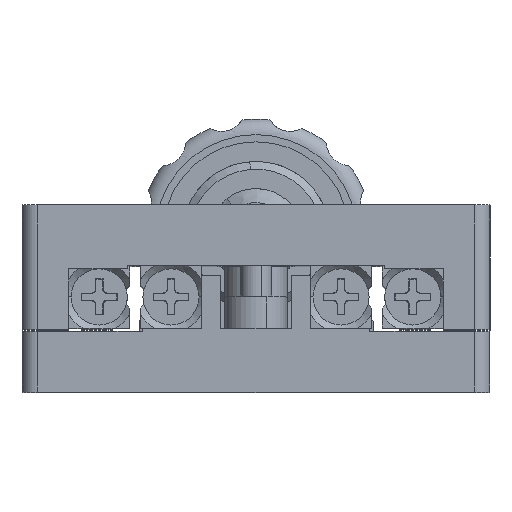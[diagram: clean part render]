
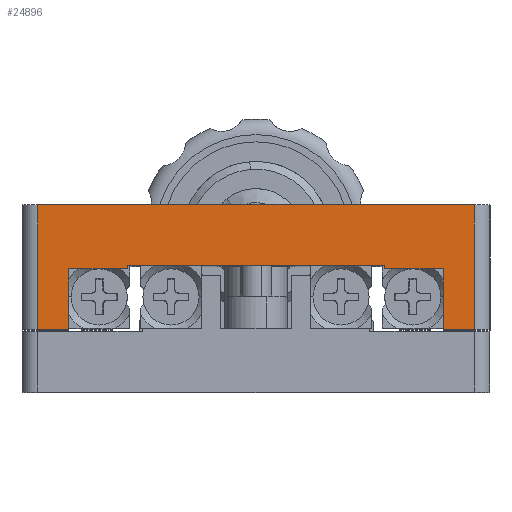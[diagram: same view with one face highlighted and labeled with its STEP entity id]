
A CAD part, top view. The second image highlights one B-rep face of the part: STEP entity #24896.
In plain terms, the highlighted planar face has unit normal (0, 0, 1).
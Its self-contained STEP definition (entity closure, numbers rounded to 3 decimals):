
#890 = LINE ( 'NONE', #7642, #21906 ) ;
#1268 = CARTESIAN_POINT ( 'NONE',  ( 12., 7.9, 15. ) ) ;
#1312 = DIRECTION ( 'NONE',  ( -1., 0., 0. ) ) ;
#1348 = DIRECTION ( 'NONE',  ( 0., -1., 0. ) ) ;
#1580 = DIRECTION ( 'NONE',  ( 1., 0., 0. ) ) ;
#1989 = DIRECTION ( 'NONE',  ( 0., 1., 0. ) ) ;
#2036 = LINE ( 'NONE', #27532, #4432 ) ;
#2169 = LINE ( 'NONE', #12362, #17312 ) ;
#2786 = CARTESIAN_POINT ( 'NONE',  ( 14., 4., 15. ) ) ;
#3288 = LINE ( 'NONE', #11121, #21934 ) ;
#3453 = CARTESIAN_POINT ( 'NONE',  ( -8.25, 8.1, 15. ) ) ;
#4079 = VECTOR ( 'NONE', #16709, 1000. ) ;
#4143 = EDGE_CURVE ( 'NONE', #12797, #28578, #19588, .T. ) ;
#4342 = CARTESIAN_POINT ( 'NONE',  ( 14., 12., 15. ) ) ;
#4358 = EDGE_CURVE ( 'NONE', #28040, #23243, #18189, .T. ) ;
#4432 = VECTOR ( 'NONE', #23251, 1000. ) ;
#4522 = EDGE_CURVE ( 'NONE', #11899, #18307, #9521, .T. ) ;
#5108 = VECTOR ( 'NONE', #15544, 1000. ) ;
#5200 = ORIENTED_EDGE ( 'NONE', *, *, #17391, .T. ) ;
#5437 = VECTOR ( 'NONE', #1989, 1000. ) ;
#5677 = CARTESIAN_POINT ( 'NONE',  ( 8.25, 7.9, 15. ) ) ;
#5703 = VERTEX_POINT ( 'NONE', #4342 ) ;
#5868 = LINE ( 'NONE', #18940, #17220 ) ;
#6164 = LINE ( 'NONE', #27191, #13367 ) ;
#6353 = CARTESIAN_POINT ( 'NONE',  ( -12., 7.9, 15. ) ) ;
#7642 = CARTESIAN_POINT ( 'NONE',  ( -14., 4., 15. ) ) ;
#8086 = PLANE ( 'NONE',  #24249 ) ;
#9370 = CARTESIAN_POINT ( 'NONE',  ( -12., 4., 15. ) ) ;
#9521 = LINE ( 'NONE', #12986, #5437 ) ;
#9656 = ORIENTED_EDGE ( 'NONE', *, *, #20025, .F. ) ;
#9843 = VECTOR ( 'NONE', #23493, 1000. ) ;
#10143 = EDGE_CURVE ( 'NONE', #18307, #19377, #6164, .T. ) ;
#10590 = ORIENTED_EDGE ( 'NONE', *, *, #10143, .F. ) ;
#11061 = EDGE_LOOP ( 'NONE', ( #15167, #5200, #19913, #27313, #9656, #21330, #23989, #25820, #10590, #14475, #12231, #19866 ) ) ;
#11121 = CARTESIAN_POINT ( 'NONE',  ( 14., 12., 15. ) ) ;
#11899 = VERTEX_POINT ( 'NONE', #18345 ) ;
#11951 = VERTEX_POINT ( 'NONE', #18825 ) ;
#12032 = DIRECTION ( 'NONE',  ( -1., 0., 0. ) ) ;
#12231 = ORIENTED_EDGE ( 'NONE', *, *, #22745, .F. ) ;
#12362 = CARTESIAN_POINT ( 'NONE',  ( 12., 4., 15. ) ) ;
#12770 = VECTOR ( 'NONE', #12032, 1000. ) ;
#12797 = VERTEX_POINT ( 'NONE', #6353 ) ;
#12986 = CARTESIAN_POINT ( 'NONE',  ( 12., 7.9, 15. ) ) ;
#13367 = VECTOR ( 'NONE', #20288, 1000. ) ;
#14148 = EDGE_CURVE ( 'NONE', #23243, #11951, #5868, .T. ) ;
#14333 = CARTESIAN_POINT ( 'NONE',  ( 8.25, 8.1, 15. ) ) ;
#14475 = ORIENTED_EDGE ( 'NONE', *, *, #4522, .F. ) ;
#14496 = DIRECTION ( 'NONE',  ( 0., -1., 0. ) ) ;
#15167 = ORIENTED_EDGE ( 'NONE', *, *, #28527, .F. ) ;
#15544 = DIRECTION ( 'NONE',  ( 0., -1., 0. ) ) ;
#16348 = DIRECTION ( 'NONE',  ( 1., 0., 0. ) ) ;
#16709 = DIRECTION ( 'NONE',  ( -1., 0., 0. ) ) ;
#16879 = VERTEX_POINT ( 'NONE', #26176 ) ;
#17025 = EDGE_CURVE ( 'NONE', #26775, #5703, #3288, .T. ) ;
#17220 = VECTOR ( 'NONE', #14496, 1000. ) ;
#17312 = VECTOR ( 'NONE', #1312, 1000. ) ;
#17391 = EDGE_CURVE ( 'NONE', #16879, #21482, #890, .T. ) ;
#18189 = LINE ( 'NONE', #25347, #4079 ) ;
#18241 = FACE_OUTER_BOUND ( 'NONE', #11061, .T. ) ;
#18307 = VERTEX_POINT ( 'NONE', #1268 ) ;
#18345 = CARTESIAN_POINT ( 'NONE',  ( 12., 4., 15. ) ) ;
#18825 = CARTESIAN_POINT ( 'NONE',  ( -8.25, 7.9, 15. ) ) ;
#18940 = CARTESIAN_POINT ( 'NONE',  ( -8.25, 8.1, 15. ) ) ;
#19377 = VERTEX_POINT ( 'NONE', #5677 ) ;
#19420 = EDGE_CURVE ( 'NONE', #19377, #28040, #2036, .T. ) ;
#19588 = LINE ( 'NONE', #20294, #5108 ) ;
#19866 = ORIENTED_EDGE ( 'NONE', *, *, #17025, .T. ) ;
#19913 = ORIENTED_EDGE ( 'NONE', *, *, #25961, .F. ) ;
#20025 = EDGE_CURVE ( 'NONE', #11951, #12797, #20239, .T. ) ;
#20239 = LINE ( 'NONE', #21166, #9843 ) ;
#20288 = DIRECTION ( 'NONE',  ( -1., 0., 0. ) ) ;
#20294 = CARTESIAN_POINT ( 'NONE',  ( -12., 7.9, 15. ) ) ;
#21142 = CARTESIAN_POINT ( 'NONE',  ( 8.25, 7.9, 15. ) ) ;
#21166 = CARTESIAN_POINT ( 'NONE',  ( -12., 7.9, 15. ) ) ;
#21330 = ORIENTED_EDGE ( 'NONE', *, *, #14148, .F. ) ;
#21482 = VERTEX_POINT ( 'NONE', #25614 ) ;
#21906 = VECTOR ( 'NONE', #1348, 1000. ) ;
#21934 = VECTOR ( 'NONE', #26745, 1000. ) ;
#22745 = EDGE_CURVE ( 'NONE', #26775, #11899, #2169, .T. ) ;
#23243 = VERTEX_POINT ( 'NONE', #3453 ) ;
#23251 = DIRECTION ( 'NONE',  ( 0., 1., 0. ) ) ;
#23493 = DIRECTION ( 'NONE',  ( -1., 0., 0. ) ) ;
#23566 = LINE ( 'NONE', #25247, #12770 ) ;
#23989 = ORIENTED_EDGE ( 'NONE', *, *, #4358, .F. ) ;
#24249 = AXIS2_PLACEMENT_3D ( 'NONE', #21142, #28046, #1580 ) ;
#24454 = LINE ( 'NONE', #24713, #25487 ) ;
#24713 = CARTESIAN_POINT ( 'NONE',  ( -15., 12., 15. ) ) ;
#24896 = ADVANCED_FACE ( 'NONE', ( #18241 ), #8086, .T. ) ;
#25247 = CARTESIAN_POINT ( 'NONE',  ( -15., 4., 15. ) ) ;
#25347 = CARTESIAN_POINT ( 'NONE',  ( -8.25, 8.1, 15. ) ) ;
#25487 = VECTOR ( 'NONE', #16348, 1000. ) ;
#25614 = CARTESIAN_POINT ( 'NONE',  ( -14., 4., 15. ) ) ;
#25820 = ORIENTED_EDGE ( 'NONE', *, *, #19420, .F. ) ;
#25961 = EDGE_CURVE ( 'NONE', #28578, #21482, #23566, .T. ) ;
#26176 = CARTESIAN_POINT ( 'NONE',  ( -14., 12., 15. ) ) ;
#26745 = DIRECTION ( 'NONE',  ( 0., 1., 0. ) ) ;
#26775 = VERTEX_POINT ( 'NONE', #2786 ) ;
#27191 = CARTESIAN_POINT ( 'NONE',  ( 8.25, 7.9, 15. ) ) ;
#27313 = ORIENTED_EDGE ( 'NONE', *, *, #4143, .F. ) ;
#27532 = CARTESIAN_POINT ( 'NONE',  ( 8.25, 8.1, 15. ) ) ;
#28040 = VERTEX_POINT ( 'NONE', #14333 ) ;
#28046 = DIRECTION ( 'NONE',  ( 0., 0., 1. ) ) ;
#28527 = EDGE_CURVE ( 'NONE', #16879, #5703, #24454, .T. ) ;
#28578 = VERTEX_POINT ( 'NONE', #9370 ) ;
